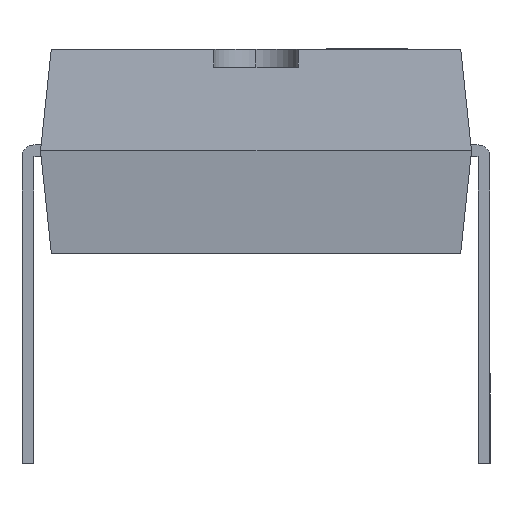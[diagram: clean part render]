
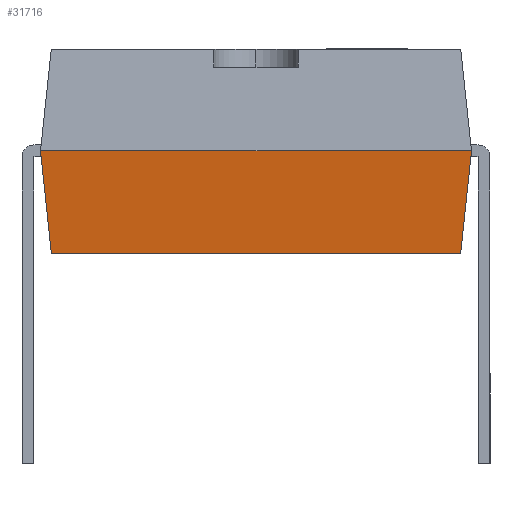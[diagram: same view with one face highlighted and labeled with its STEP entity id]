
A CAD part, left-side view. The second image highlights one B-rep face of the part: STEP entity #31716.
In plain terms, the highlighted planar face has unit normal (-0.995, 0, -0.104).
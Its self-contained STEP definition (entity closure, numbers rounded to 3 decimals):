
#895 = CARTESIAN_POINT ( 'NONE',  ( -17.3, 3.6, 0. ) ) ;
#1336 = VECTOR ( 'NONE', #23284, 1000. ) ;
#2114 = CARTESIAN_POINT ( 'NONE',  ( -17.3, -3.6, 0. ) ) ;
#2224 = DIRECTION ( 'NONE',  ( -0.105, 0., 0.995 ) ) ;
#2429 = ORIENTED_EDGE ( 'NONE', *, *, #16952, .F. ) ;
#2627 = LINE ( 'NONE', #23447, #1336 ) ;
#2689 = EDGE_LOOP ( 'NONE', ( #33082, #26174, #32634, #2429 ) ) ;
#2741 = VERTEX_POINT ( 'NONE', #22209 ) ;
#3780 = DIRECTION ( 'NONE',  ( 0., -1., 0. ) ) ;
#4600 = AXIS2_PLACEMENT_3D ( 'NONE', #28419, #20846, #2224 ) ;
#5372 = CARTESIAN_POINT ( 'NONE',  ( -17.3, 3.6, 0. ) ) ;
#8722 = VERTEX_POINT ( 'NONE', #2114 ) ;
#8841 = PLANE ( 'NONE',  #4600 ) ;
#10953 = EDGE_CURVE ( 'NONE', #21167, #8722, #2627, .T. ) ;
#12794 = EDGE_CURVE ( 'NONE', #2741, #21102, #26770, .T. ) ;
#13506 = CARTESIAN_POINT ( 'NONE',  ( -17.119, -3.6, -1.72 ) ) ;
#15908 = LINE ( 'NONE', #13506, #30870 ) ;
#16952 = EDGE_CURVE ( 'NONE', #21102, #8722, #31463, .T. ) ;
#17871 = EDGE_CURVE ( 'NONE', #2741, #21167, #15908, .T. ) ;
#20846 = DIRECTION ( 'NONE',  ( -0.995, 0., -0.105 ) ) ;
#21102 = VERTEX_POINT ( 'NONE', #895 ) ;
#21167 = VERTEX_POINT ( 'NONE', #33605 ) ;
#22209 = CARTESIAN_POINT ( 'NONE',  ( -17.119, 3.419, -1.72 ) ) ;
#23284 = DIRECTION ( 'NONE',  ( -0.104, -0.104, 0.989 ) ) ;
#23447 = CARTESIAN_POINT ( 'NONE',  ( -17.3, -3.6, 0. ) ) ;
#24806 = FACE_OUTER_BOUND ( 'NONE', #2689, .T. ) ;
#25853 = VECTOR ( 'NONE', #29900, 1000. ) ;
#26174 = ORIENTED_EDGE ( 'NONE', *, *, #17871, .T. ) ;
#26770 = LINE ( 'NONE', #31776, #28286 ) ;
#27107 = DIRECTION ( 'NONE',  ( -0.104, 0.104, 0.989 ) ) ;
#28286 = VECTOR ( 'NONE', #27107, 1000. ) ;
#28419 = CARTESIAN_POINT ( 'NONE',  ( -17.3, -3.6, 0. ) ) ;
#29900 = DIRECTION ( 'NONE',  ( 0., -1., 0. ) ) ;
#30870 = VECTOR ( 'NONE', #3780, 1000. ) ;
#31463 = LINE ( 'NONE', #5372, #25853 ) ;
#31716 = ADVANCED_FACE ( 'NONE', ( #24806 ), #8841, .T. ) ;
#31776 = CARTESIAN_POINT ( 'NONE',  ( -17.3, 3.6, 0. ) ) ;
#32634 = ORIENTED_EDGE ( 'NONE', *, *, #10953, .T. ) ;
#33082 = ORIENTED_EDGE ( 'NONE', *, *, #12794, .F. ) ;
#33605 = CARTESIAN_POINT ( 'NONE',  ( -17.119, -3.419, -1.72 ) ) ;
